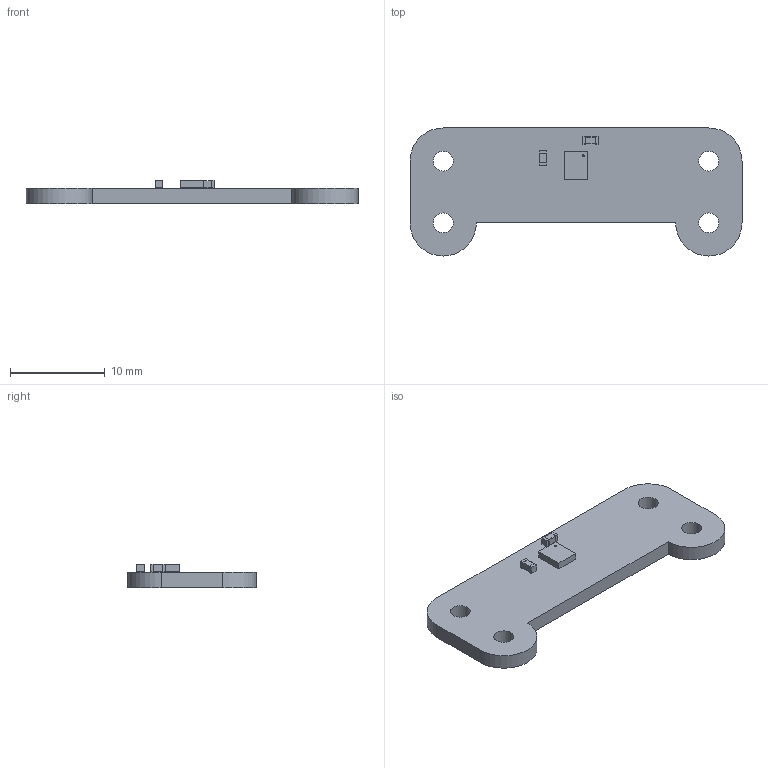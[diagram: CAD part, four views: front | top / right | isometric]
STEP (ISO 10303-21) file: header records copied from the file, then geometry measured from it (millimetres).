
FILE_DESCRIPTION(('KiCad electronic assembly'),'2;1');
FILE_NAME('IMU_PCB.step','2024-11-23T05:02:55',('Pcbnew'),('Kicad'), 'Open CASCADE STEP processor 7.8','KiCad to STEP converter','Unknown' );
FILE_SCHEMA(('AUTOMOTIVE_DESIGN { 1 0 10303 214 1 1 1 1 }'));
Length unit declared in the file: millimetre
Products named in the file (6): IMU_PCB 1; LGA-14_3x2.5mm_P0.5mm_LayoutBorder3x4y; LGA_14_3x25mm_P05mm_LayoutBorder3x4y; C_0603_1608Metric; IMU_PCB_PCB
Assembly tree (6 placements, depth 3):
  IMU_PCB 1
    LGA-14_3x2.5mm_P0.5mm_LayoutBorder3x4y
      LGA_14_3x25mm_P05mm_LayoutBorder3x4y
    C_0603_1608Metric  x2
      C_0603_1608Metric
    IMU_PCB_PCB
Bounding box: 35 x 13.5 x 2.45 mm (x, y, z)
Volume: 598.5 mm3; surface area: 969.2 mm2
Topology: 4 solids, 4 shells, 148 faces, 363 edges, 242 vertices
Faces by surface type: plane 115, cylinder 33
Full cylindrical faces by diameter (mm): 0.2 x1, 2.1 x4
Entity records: 4354 total; most frequent: CARTESIAN_POINT 612, DIRECTION 587, ORIENTED_EDGE 582, EDGE_CURVE 291, LINE 249, VECTOR 249, VERTEX_POINT 194, AXIS2_PLACEMENT_3D 169
